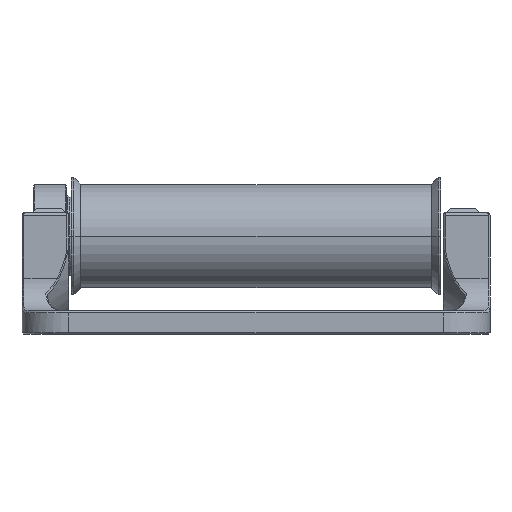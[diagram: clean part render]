
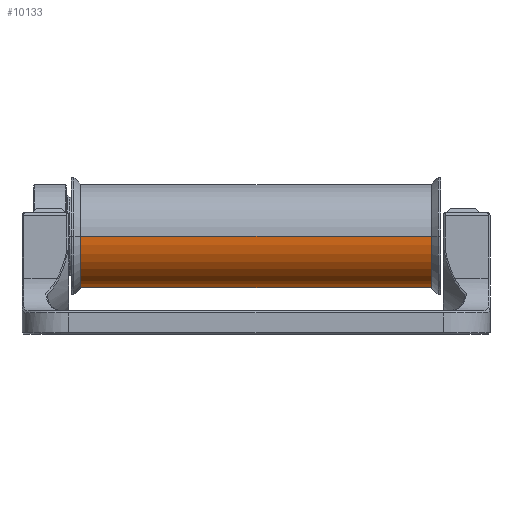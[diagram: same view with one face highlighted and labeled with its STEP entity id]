
A CAD part, left-side view. The second image highlights one B-rep face of the part: STEP entity #10133.
In plain terms, the highlighted cylindrical face has radius 11 mm (diameter 22 mm), a partial arc.
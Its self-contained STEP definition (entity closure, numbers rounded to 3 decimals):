
#1467 = DIRECTION ( 'NONE',  ( 0., 0., -1. ) ) ;
#1638 = VERTEX_POINT ( 'NONE', #12588 ) ;
#1745 = VERTEX_POINT ( 'NONE', #9568 ) ;
#1838 = DIRECTION ( 'NONE',  ( 1., 0., 0. ) ) ;
#2074 = VECTOR ( 'NONE', #9345, 1000. ) ;
#2564 = FACE_OUTER_BOUND ( 'NONE', #12134, .T. ) ;
#2841 = CARTESIAN_POINT ( 'NONE',  ( 0., 0., 2. ) ) ;
#3012 = LINE ( 'NONE', #20013, #2074 ) ;
#3470 = LINE ( 'NONE', #9495, #4231 ) ;
#3688 = AXIS2_PLACEMENT_3D ( 'NONE', #2841, #1467, #15668 ) ;
#4231 = VECTOR ( 'NONE', #6381, 1000. ) ;
#4684 = ORIENTED_EDGE ( 'NONE', *, *, #16347, .F. ) ;
#5205 = AXIS2_PLACEMENT_3D ( 'NONE', #5567, #8682, #13756 ) ;
#5567 = CARTESIAN_POINT ( 'NONE',  ( 0., 0., 79. ) ) ;
#5971 = ORIENTED_EDGE ( 'NONE', *, *, #7913, .F. ) ;
#6381 = DIRECTION ( 'NONE',  ( 0., 0., -1. ) ) ;
#7913 = EDGE_CURVE ( 'NONE', #15578, #1638, #17757, .T. ) ;
#8682 = DIRECTION ( 'NONE',  ( 0., 0., -1. ) ) ;
#8781 = CYLINDRICAL_SURFACE ( 'NONE', #5205, 11. ) ;
#9345 = DIRECTION ( 'NONE',  ( 0., 0., -1. ) ) ;
#9495 = CARTESIAN_POINT ( 'NONE',  ( -11., 0., 79. ) ) ;
#9568 = CARTESIAN_POINT ( 'NONE',  ( 11., 0., 2. ) ) ;
#10133 = ADVANCED_FACE ( 'NONE', ( #2564 ), #8781, .T. ) ;
#10470 = ORIENTED_EDGE ( 'NONE', *, *, #17423, .F. ) ;
#12134 = EDGE_LOOP ( 'NONE', ( #5971, #15768, #4684, #10470 ) ) ;
#12588 = CARTESIAN_POINT ( 'NONE',  ( -11., 0., 77. ) ) ;
#13756 = DIRECTION ( 'NONE',  ( -1., 0., 0. ) ) ;
#14277 = CIRCLE ( 'NONE', #3688, 11. ) ;
#14490 = DIRECTION ( 'NONE',  ( 0., 0., 1. ) ) ;
#15578 = VERTEX_POINT ( 'NONE', #19518 ) ;
#15668 = DIRECTION ( 'NONE',  ( -1., 0., 0. ) ) ;
#15768 = ORIENTED_EDGE ( 'NONE', *, *, #15792, .T. ) ;
#15792 = EDGE_CURVE ( 'NONE', #15578, #1745, #3012, .T. ) ;
#16347 = EDGE_CURVE ( 'NONE', #19510, #1745, #14277, .T. ) ;
#16776 = AXIS2_PLACEMENT_3D ( 'NONE', #19555, #14490, #1838 ) ;
#17423 = EDGE_CURVE ( 'NONE', #1638, #19510, #3470, .T. ) ;
#17757 = CIRCLE ( 'NONE', #16776, 11. ) ;
#17950 = CARTESIAN_POINT ( 'NONE',  ( -11., 0., 2. ) ) ;
#19510 = VERTEX_POINT ( 'NONE', #17950 ) ;
#19518 = CARTESIAN_POINT ( 'NONE',  ( 11., 0., 77. ) ) ;
#19555 = CARTESIAN_POINT ( 'NONE',  ( 0., 0., 77. ) ) ;
#20013 = CARTESIAN_POINT ( 'NONE',  ( 11., 0., 79. ) ) ;
